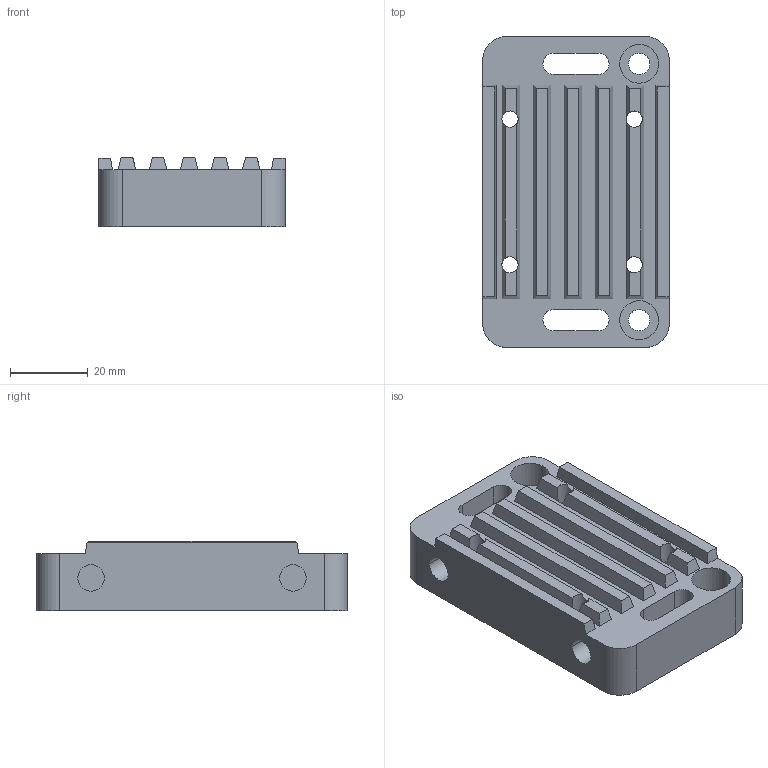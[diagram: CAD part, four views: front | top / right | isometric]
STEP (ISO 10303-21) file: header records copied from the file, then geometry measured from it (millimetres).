
FILE_DESCRIPTION(('CATIA V5 STEP Exchange'),'2;1');
FILE_NAME('VSOTR1100-Z022 - Fe - 20 Pcs.stp','2022-08-28T13:43:32+00:00',('none'),('none'),'CATIA Version 5 Release 21 GA (IN-10)','CATIA V5 STEP AP214','none');
FILE_SCHEMA(('AUTOMOTIVE_DESIGN { 1 0 10303 214 1 1 1 1 }'));
Length unit declared in the file: millimetre
Products named in the file (1): VSOTR1100-Z022
Bounding box: 48 x 80 x 18 mm (x, y, z)
Volume: 53595.6 mm3; surface area: 16672.8 mm2
Topology: 1 solids, 1 shells, 83 faces, 228 edges, 152 vertices
Faces by surface type: plane 55, cylinder 28
Entity records: 2655 total; most frequent: CARTESIAN_POINT 663, ORIENTED_EDGE 456, DIRECTION 304, EDGE_CURVE 228, VERTEX_POINT 152, VECTOR 124, LINE 124, AXIS2_PLACEMENT_3D 123
